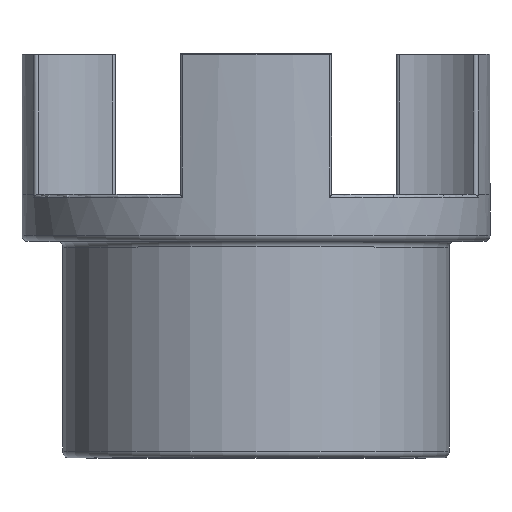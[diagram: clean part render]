
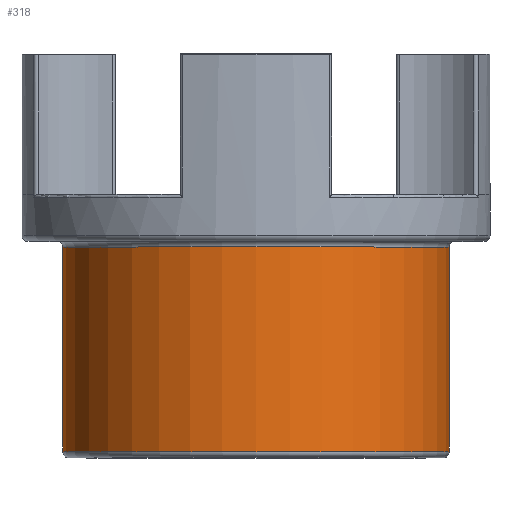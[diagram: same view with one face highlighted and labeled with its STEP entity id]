
A CAD part, top view. The second image highlights one B-rep face of the part: STEP entity #318.
In plain terms, the highlighted cylindrical face has radius 33 mm (diameter 66 mm), a partial arc.
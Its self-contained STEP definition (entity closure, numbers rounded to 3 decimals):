
#168=CARTESIAN_POINT('Vertex',(33.,36.,0.)) ;
#175=CARTESIAN_POINT('Vertex',(-33.,36.,0.)) ;
#200=CARTESIAN_POINT('Axis2P3D Location',(0.,36.,0.)) ;
#288=CARTESIAN_POINT('Axis2P3D Location',(0.,18.5,0.)) ;
#293=CARTESIAN_POINT('Line Origine',(33.,18.5,0.)) ;
#297=CARTESIAN_POINT('Vertex',(33.,1.,0.)) ;
#300=CARTESIAN_POINT('Line Origine',(-33.,18.5,0.)) ;
#304=CARTESIAN_POINT('Vertex',(-33.,1.,0.)) ;
#307=CARTESIAN_POINT('Axis2P3D Location',(0.,1.,0.)) ;
#201=DIRECTION('Axis2P3D Direction',(0.,1.,0.)) ;
#289=DIRECTION('Axis2P3D Direction',(0.,1.,0.)) ;
#290=DIRECTION('Axis2P3D XDirection',(-1.,0.,0.)) ;
#294=DIRECTION('Vector Direction',(0.,1.,0.)) ;
#301=DIRECTION('Vector Direction',(0.,1.,0.)) ;
#308=DIRECTION('Axis2P3D Direction',(0.,1.,0.)) ;
#202=AXIS2_PLACEMENT_3D('Circle Axis2P3D',#200,#201,$) ;
#291=AXIS2_PLACEMENT_3D('Cylinder Axis2P3D',#288,#289,#290) ;
#309=AXIS2_PLACEMENT_3D('Circle Axis2P3D',#307,#308,$) ;
#313=ORIENTED_EDGE('',*,*,#299,.T.) ;
#314=ORIENTED_EDGE('',*,*,#204,.T.) ;
#315=ORIENTED_EDGE('',*,*,#306,.F.) ;
#316=ORIENTED_EDGE('',*,*,#311,.T.) ;
#295=VECTOR('Line Direction',#294,1.) ;
#302=VECTOR('Line Direction',#301,1.) ;
#318=ADVANCED_FACE('PartBody',(#317),#292,.T.) ;
#203=CIRCLE('generated circle',#202,33.) ;
#310=CIRCLE('generated circle',#309,33.) ;
#292=CYLINDRICAL_SURFACE('generated cylinder',#291,33.) ;
#204=EDGE_CURVE('',#169,#176,#203,.F.) ;
#299=EDGE_CURVE('',#298,#169,#296,.T.) ;
#306=EDGE_CURVE('',#305,#176,#303,.T.) ;
#311=EDGE_CURVE('',#305,#298,#310,.T.) ;
#312=EDGE_LOOP('',(#313,#314,#315,#316)) ;
#317=FACE_OUTER_BOUND('',#312,.T.) ;
#296=LINE('Line',#293,#295) ;
#303=LINE('Line',#300,#302) ;
#169=VERTEX_POINT('',#168) ;
#176=VERTEX_POINT('',#175) ;
#298=VERTEX_POINT('',#297) ;
#305=VERTEX_POINT('',#304) ;
